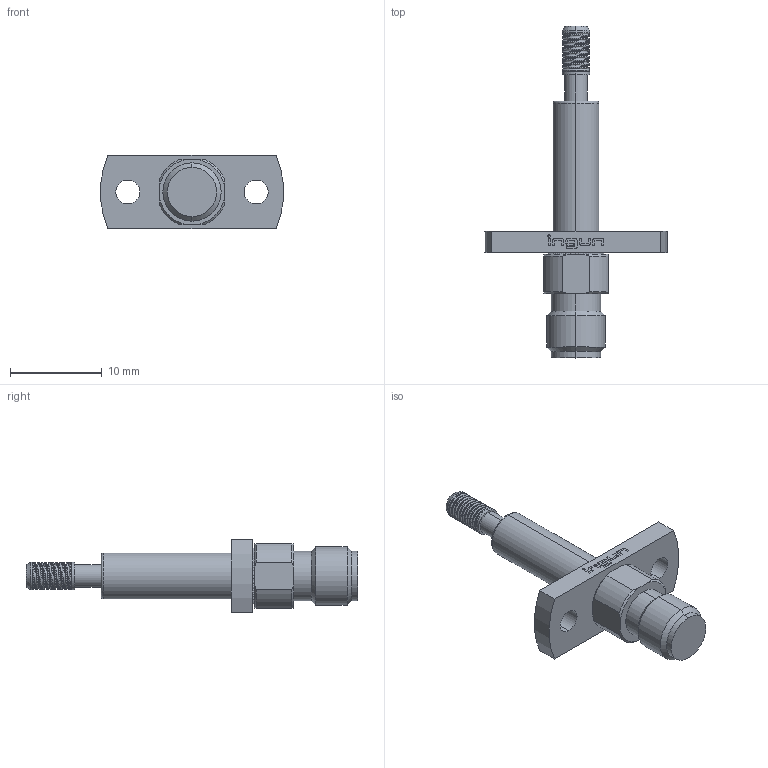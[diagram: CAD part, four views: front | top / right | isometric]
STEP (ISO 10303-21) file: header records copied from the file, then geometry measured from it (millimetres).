
FILE_DESCRIPTION (( 'STEP AP203' ), '1' );
FILE_NAME ('INGUN_HFS-856_379_030_A_xx43_XFL-H.STEP', '2022-05-05T09:29:39', ( 'ochi' ), ( '' ), 'SwSTEP 2.0', 'SolidWorks 2018', '' );
FILE_SCHEMA (( 'CONFIG_CONTROL_DESIGN' ));
Length unit declared in the file: millimetre
Products named in the file (1): INGUN_HFS-856_379_030_A_xx43_XFL-H
Bounding box: 19.93 x 36.2 x 8 mm (x, y, z)
Volume: 1038 mm3; surface area: 1087 mm2
Topology: 1 solids, 1 shells, 362 faces, 996 edges, 655 vertices
Faces by surface type: plane 211, cylinder 101, bspline 24, cone 18, torus 8
Entity records: 13935 total; most frequent: CARTESIAN_POINT 4707, ORIENTED_EDGE 1992, DIRECTION 1802, EDGE_CURVE 996, VERTEX_POINT 655, LINE 634, VECTOR 634, AXIS2_PLACEMENT_3D 584
